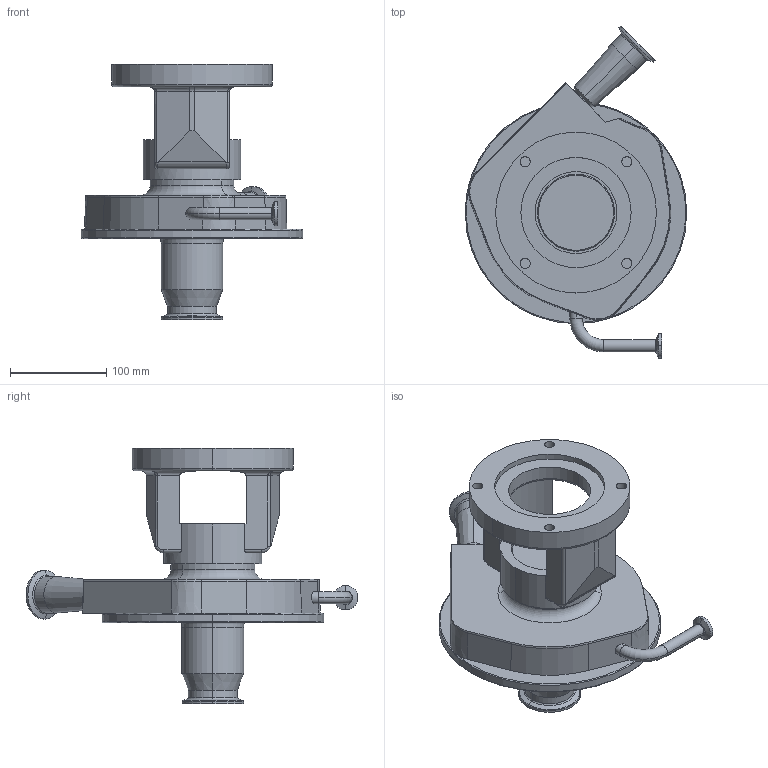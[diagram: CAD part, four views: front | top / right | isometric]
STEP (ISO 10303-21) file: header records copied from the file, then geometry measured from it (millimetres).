
FILE_DESCRIPTION (( 'STEP AP214' ), '1' );
FILE_NAME ('FPR 721-722-731 140TC 45L 1-2 IN ELBOW LEFT DRAIN.STEP', '2023-01-10T17:00:41', ( '' ), ( '' ), 'SwSTEP 2.0', 'SolidWorks 2021', '' );
FILE_SCHEMA (( 'AUTOMOTIVE_DESIGN' ));
Length unit declared in the file: millimetre
Products named in the file (1): FPR 721-722-731 140TC 45L 1-2 IN ELBOW LEFT DRAIN
Bounding box: 230 x 344.59 x 265 mm (x, y, z)
Volume: 2227095.9 mm3; surface area: 342187.1 mm2
Topology: 1 solids, 1 shells, 258 faces, 596 edges, 349 vertices
Faces by surface type: cylinder 83, torus 70, plane 53, cone 46, bspline 6
Entity records: 8003 total; most frequent: CARTESIAN_POINT 2033, DIRECTION 1372, ORIENTED_EDGE 1184, EDGE_CURVE 592, AXIS2_PLACEMENT_3D 589, VERTEX_POINT 349, CIRCLE 336, EDGE_LOOP 285
